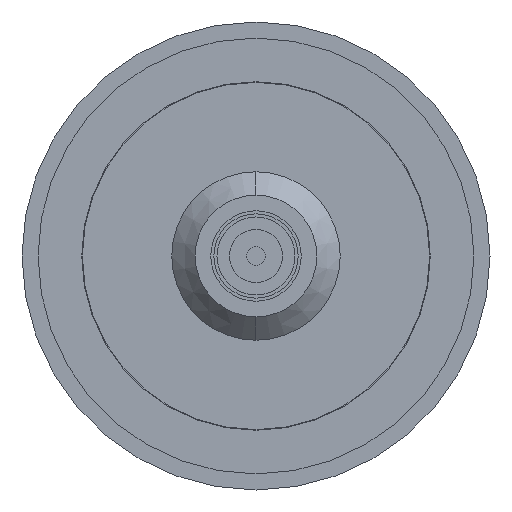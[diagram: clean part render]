
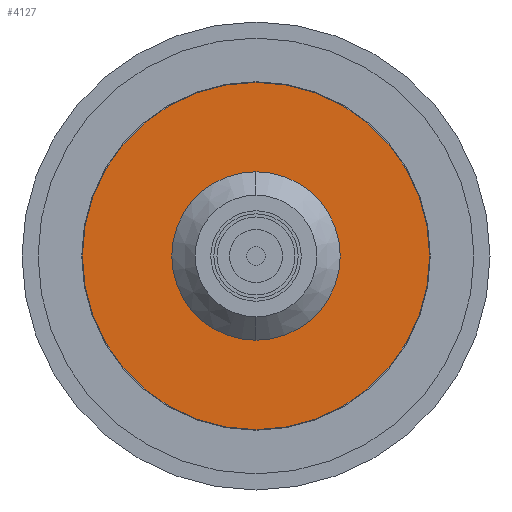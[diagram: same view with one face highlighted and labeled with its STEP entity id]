
A CAD part, left-side view. The second image highlights one B-rep face of the part: STEP entity #4127.
In plain terms, the highlighted face is planar.
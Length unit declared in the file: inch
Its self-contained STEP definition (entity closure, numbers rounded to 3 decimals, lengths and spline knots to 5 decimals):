
#1759 = DIRECTION ( 'NONE',  ( 0., 0., 1. ) ) ;
#1760 = DIRECTION ( 'NONE',  ( 0., -1., 0. ) ) ;
#1761 = CARTESIAN_POINT ( 'NONE',  ( 0., 0., 0. ) ) ;
#1762 = AXIS2_PLACEMENT_3D ( 'NONE', #1761, #1760, #1759 ) ;
#1767 = CIRCLE ( 'NONE', #1762, 0.0748 ) ;
#1970 = AXIS2_PLACEMENT_3D ( 'NONE', #2130, #2129, #2128 ) ;
#1971 = PLANE ( 'NONE',  #1970 ) ;
#1972 = FACE_OUTER_BOUND ( 'NONE', #3962, .T. ) ;
#1973 = FACE_BOUND ( 'NONE', #3898, .T. ) ;
#2004 = DIRECTION ( 'NONE',  ( 0., 0., -1. ) ) ;
#2005 = DIRECTION ( 'NONE',  ( 0., -1., 0. ) ) ;
#2006 = CARTESIAN_POINT ( 'NONE',  ( 0., 0., 0. ) ) ;
#2007 = AXIS2_PLACEMENT_3D ( 'NONE', #2006, #2005, #2004 ) ;
#2012 = CIRCLE ( 'NONE', #2007, 0.21909 ) ;
#2128 = DIRECTION ( 'NONE',  ( 0., 0., 1. ) ) ;
#2129 = DIRECTION ( 'NONE',  ( 0., 1., 0. ) ) ;
#2130 = CARTESIAN_POINT ( 'NONE',  ( 0., 0., 0. ) ) ;
#2413 = VERTEX_POINT ( 'NONE', #4067 ) ;
#2477 = VERTEX_POINT ( 'NONE', #4207 ) ;
#2482 = EDGE_CURVE ( 'NONE', #2477, #2413, #4327, .T. ) ;
#2513 = VERTEX_POINT ( 'NONE', #4369 ) ;
#2515 = EDGE_CURVE ( 'NONE', #2513, #2516, #4368, .T. ) ;
#2516 = VERTEX_POINT ( 'NONE', #4363 ) ;
#3890 = ORIENTED_EDGE ( 'NONE', *, *, #4102, .T. ) ;
#3896 = ORIENTED_EDGE ( 'NONE', *, *, #2482, .T. ) ;
#3898 = EDGE_LOOP ( 'NONE', ( #3899, #3964 ) ) ;
#3899 = ORIENTED_EDGE ( 'NONE', *, *, #3963, .F. ) ;
#3962 = EDGE_LOOP ( 'NONE', ( #3896, #3890 ) ) ;
#3963 = EDGE_CURVE ( 'NONE', #2516, #2513, #1767, .T. ) ;
#3964 = ORIENTED_EDGE ( 'NONE', *, *, #2515, .F. ) ;
#4067 = CARTESIAN_POINT ( 'NONE',  ( 0., 0., 0.21909 ) ) ;
#4102 = EDGE_CURVE ( 'NONE', #2413, #2477, #2012, .T. ) ;
#4127 = ADVANCED_FACE ( 'NONE', ( #1973, #1972 ), #1971, .F. ) ;
#4207 = CARTESIAN_POINT ( 'NONE',  ( 0., 0., -0.21909 ) ) ;
#4323 = DIRECTION ( 'NONE',  ( 0., 0., -1. ) ) ;
#4324 = DIRECTION ( 'NONE',  ( 0., -1., 0. ) ) ;
#4325 = CARTESIAN_POINT ( 'NONE',  ( 0., 0., 0. ) ) ;
#4326 = AXIS2_PLACEMENT_3D ( 'NONE', #4325, #4324, #4323 ) ;
#4327 = CIRCLE ( 'NONE', #4326, 0.21909 ) ;
#4363 = CARTESIAN_POINT ( 'NONE',  ( 0., 0., 0.0748 ) ) ;
#4364 = DIRECTION ( 'NONE',  ( 0., 0., 1. ) ) ;
#4365 = DIRECTION ( 'NONE',  ( 0., -1., 0. ) ) ;
#4366 = CARTESIAN_POINT ( 'NONE',  ( 0., 0., 0. ) ) ;
#4367 = AXIS2_PLACEMENT_3D ( 'NONE', #4366, #4365, #4364 ) ;
#4368 = CIRCLE ( 'NONE', #4367, 0.0748 ) ;
#4369 = CARTESIAN_POINT ( 'NONE',  ( 0., 0., -0.0748 ) ) ;
